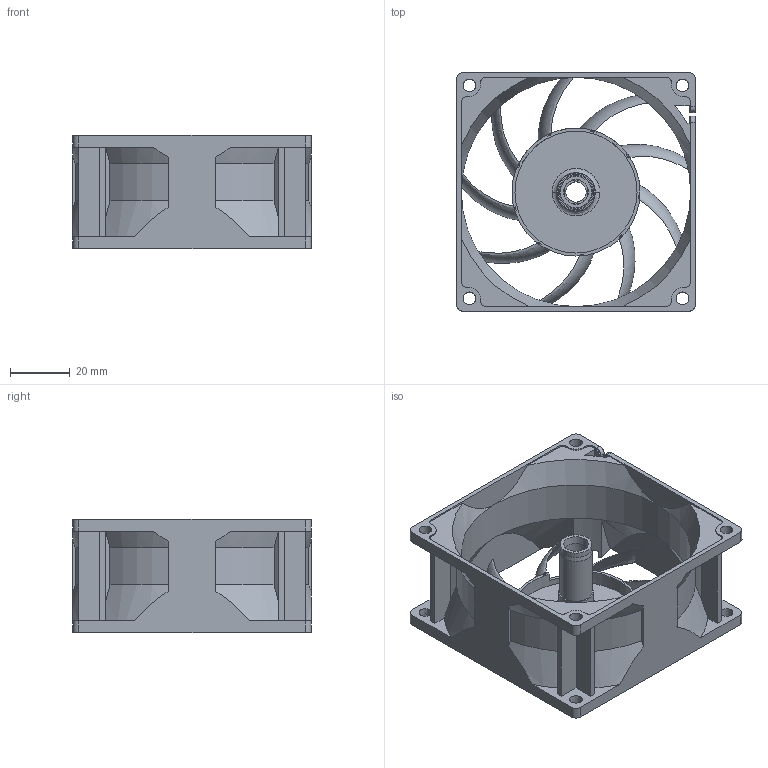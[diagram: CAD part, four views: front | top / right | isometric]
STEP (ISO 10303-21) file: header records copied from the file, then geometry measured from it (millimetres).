
FILE_DESCRIPTION (( 'STEP AP203' ), '1' );
FILE_NAME ('OD8038_m0_frame.stp', '2022-03-28T16:51:35', ( '' ), ( '' ), 'SwSTEP 2.0', 'SolidWorks 2018', '' );
FILE_SCHEMA (( 'CONFIG_CONTROL_DESIGN' ));
Length unit declared in the file: millimetre
Products named in the file (1): OD8038_m0_frame
Bounding box: 80 x 80 x 38 mm (x, y, z)
Surface area: 38163.8 mm2 (no closed solid volume)
Topology: 0 solids, 11 shells, 307 faces, 842 edges, 545 vertices
Faces by surface type: bspline 185, plane 122
Entity records: 36684 total; most frequent: CARTESIAN_POINT 29969, ORIENTED_EDGE 1637, DIRECTION 1004, EDGE_CURVE 831, VERTEX_POINT 545, AXIS2_PLACEMENT_3D 344, EDGE_LOOP 331, VECTOR 316
